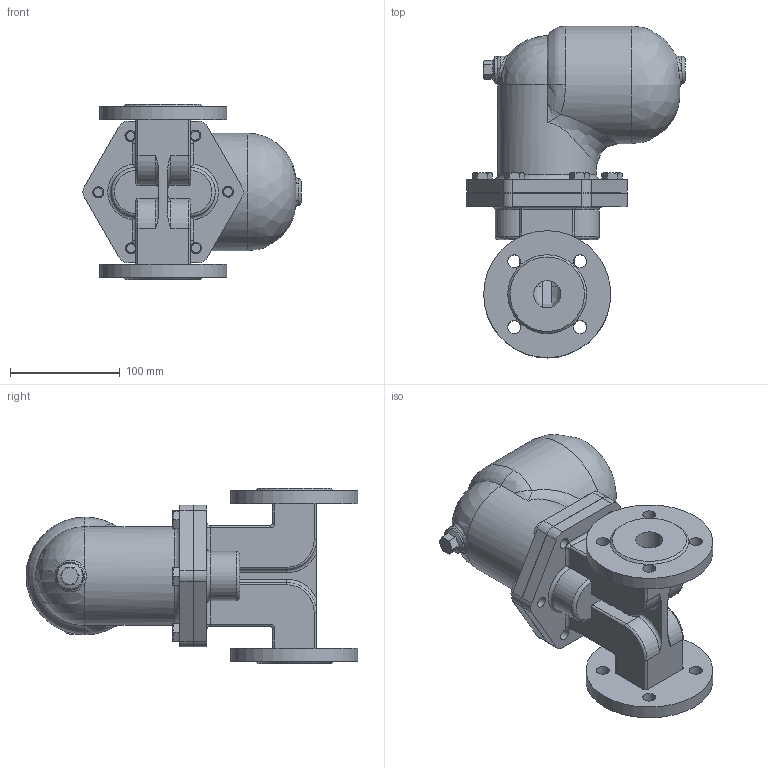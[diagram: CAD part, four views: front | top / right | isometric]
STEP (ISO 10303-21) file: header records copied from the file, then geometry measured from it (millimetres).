
FILE_DESCRIPTION(/* description */ (''),/* implementation_level */ '2;1');
FILE_NAME(/* name */ 'DN25_3D_STEP.stp',/* time_stamp */ '2024-02-13T18:53:21+03:00',/* author */ ('igorr'),/* organization */ (''),/* preprocessor_version */ 'ST-DEVELOPER v19.2',/* originating_system */ 'Autodesk Inventor 2023',/* authorisation */ '');
FILE_SCHEMA (('AUTOMOTIVE_DESIGN { 1 0 10303 214 3 1 1 }'));
Length unit declared in the file: millimetre
Products named in the file (5): Сборка; Деталь1; Деталь2; ANSI B18.2.3.4M - M12 x 1.75x20; AS 1110 - M10 x 16
Assembly tree (9 placements, depth 2):
  Сборка
    Деталь1
    Деталь2
    ANSI B18.2.3.4M - M12 x 1.75x20
    AS 1110 - M10 x 16  x6
Bounding box: 199.19 x 303 x 160 mm (x, y, z)
Volume: 2523570.6 mm3; surface area: 245303.8 mm2
Topology: 9 solids, 9 shells, 412 faces, 1010 edges, 627 vertices
Faces by surface type: plane 193, cylinder 101, cone 52, bspline 38, torus 27, sphere 1
Full cylindrical faces by diameter (mm): 10 x18, 12 x9, 16 x6, 25 x4, 90 x2, 107.432 x1, 116 x2
Entity records: 11146 total; most frequent: CARTESIAN_POINT 3616, ORIENTED_EDGE 1494, DIRECTION 1469, EDGE_CURVE 747, AXIS2_PLACEMENT_3D 571, VERTEX_POINT 477, EDGE_LOOP 346, LINE 327
